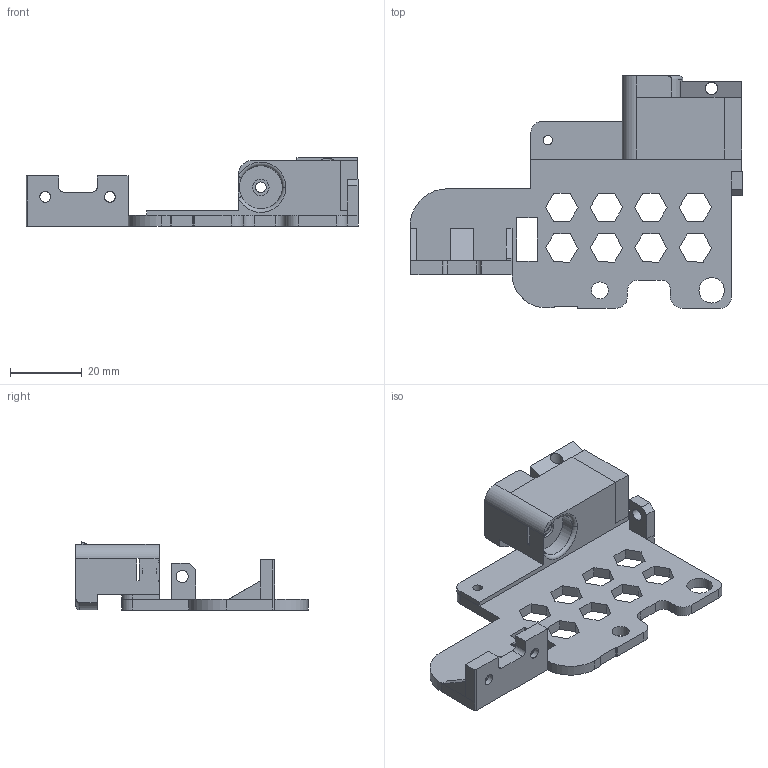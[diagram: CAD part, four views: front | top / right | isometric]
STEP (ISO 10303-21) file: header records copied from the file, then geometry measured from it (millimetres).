
FILE_DESCRIPTION(('FreeCAD Model'),'2;1');
FILE_NAME('Open CASCADE Shape Model','2025-01-03T15:29:35',('Author'),( ''),'Open CASCADE STEP processor 7.7','FreeCAD','Unknown');
FILE_SCHEMA(('AUTOMOTIVE_DESIGN { 1 0 10303 214 1 1 1 1 }'));
Length unit declared in the file: millimetre
Products named in the file (1): Plate
Bounding box: 92.53 x 64.75 x 19.02 mm (x, y, z)
Volume: 17342.9 mm3; surface area: 13834.1 mm2
Topology: 1 solids, 1 shells, 236 faces, 629 edges, 403 vertices
Faces by surface type: plane 174, cylinder 40, bspline 18, torus 3, cone 1
Full cylindrical faces by diameter (mm): 2.596 x2, 3 x3, 3.4 x1, 3.5 x1, 4.6 x2, 4.72 x1, 6 x1, 7.1 x1, 8.532 x4, 12 x1
Entity records: 9051 total; most frequent: CARTESIAN_POINT 3170, ORIENTED_EDGE 1258, DIRECTION 1107, EDGE_CURVE 629, LINE 495, VECTOR 495, VERTEX_POINT 403, AXIS2_PLACEMENT_3D 306
